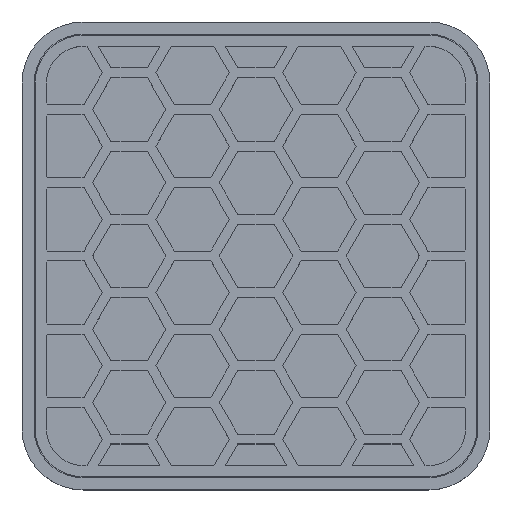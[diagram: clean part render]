
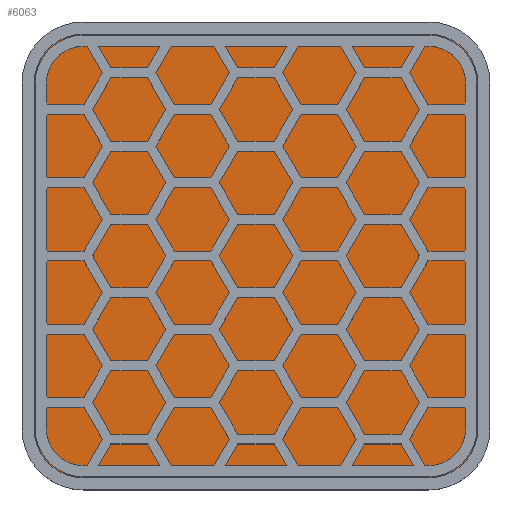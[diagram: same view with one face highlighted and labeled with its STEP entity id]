
A CAD part, top view. The second image highlights one B-rep face of the part: STEP entity #6063.
In plain terms, the highlighted planar face has unit normal (0, 0, 1).
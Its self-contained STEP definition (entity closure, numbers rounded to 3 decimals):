
#108=PLANE('',#6379);
#392=FACE_OUTER_BOUND('',#691,.T.);
#691=EDGE_LOOP('',(#4286,#4287,#4288,#4289,#4290,#4291,#4292,#4293));
#1082=LINE('',#8233,#1932);
#1083=LINE('',#8237,#1933);
#1084=LINE('',#8241,#1934);
#1085=LINE('',#8244,#1935);
#1932=VECTOR('',#6719,10.);
#1933=VECTOR('',#6722,10.);
#1934=VECTOR('',#6725,10.);
#1935=VECTOR('',#6728,10.);
#2781=CIRCLE('',#6378,12.);
#2782=CIRCLE('',#6380,12.);
#2783=CIRCLE('',#6381,12.);
#2784=CIRCLE('',#6382,12.);
#2814=VERTEX_POINT('',#8226);
#2815=VERTEX_POINT('',#8228);
#2816=VERTEX_POINT('',#8232);
#2817=VERTEX_POINT('',#8234);
#2818=VERTEX_POINT('',#8236);
#2819=VERTEX_POINT('',#8238);
#2820=VERTEX_POINT('',#8240);
#2821=VERTEX_POINT('',#8242);
#3402=EDGE_CURVE('',#2815,#2814,#2781,.F.);
#3404=EDGE_CURVE('',#2816,#2814,#1082,.F.);
#3405=EDGE_CURVE('',#2816,#2817,#2782,.T.);
#3406=EDGE_CURVE('',#2818,#2817,#1083,.F.);
#3407=EDGE_CURVE('',#2818,#2819,#2783,.T.);
#3408=EDGE_CURVE('',#2820,#2819,#1084,.F.);
#3409=EDGE_CURVE('',#2820,#2821,#2784,.T.);
#3410=EDGE_CURVE('',#2815,#2821,#1085,.F.);
#4286=ORIENTED_EDGE('',*,*,#3402,.T.);
#4287=ORIENTED_EDGE('',*,*,#3404,.F.);
#4288=ORIENTED_EDGE('',*,*,#3405,.T.);
#4289=ORIENTED_EDGE('',*,*,#3406,.F.);
#4290=ORIENTED_EDGE('',*,*,#3407,.T.);
#4291=ORIENTED_EDGE('',*,*,#3408,.F.);
#4292=ORIENTED_EDGE('',*,*,#3409,.T.);
#4293=ORIENTED_EDGE('',*,*,#3410,.F.);
#6063=ADVANCED_FACE('',(#392),#108,.T.);
#6378=AXIS2_PLACEMENT_3D('',#8229,#6714,#6715);
#6379=AXIS2_PLACEMENT_3D('',#8231,#6717,#6718);
#6380=AXIS2_PLACEMENT_3D('',#8235,#6720,#6721);
#6381=AXIS2_PLACEMENT_3D('',#8239,#6723,#6724);
#6382=AXIS2_PLACEMENT_3D('',#8243,#6726,#6727);
#6714=DIRECTION('center_axis',(0.,0.,-1.));
#6715=DIRECTION('ref_axis',(0.707,0.707,0.));
#6717=DIRECTION('center_axis',(0.,0.,1.));
#6718=DIRECTION('ref_axis',(1.,0.,0.));
#6719=DIRECTION('',(-1.,0.,0.));
#6720=DIRECTION('center_axis',(0.,0.,1.));
#6721=DIRECTION('ref_axis',(-0.707,0.707,0.));
#6722=DIRECTION('',(0.,-1.,0.));
#6723=DIRECTION('center_axis',(0.,0.,1.));
#6724=DIRECTION('ref_axis',(-0.707,-0.707,0.));
#6725=DIRECTION('',(1.,0.,0.));
#6726=DIRECTION('center_axis',(0.,0.,1.));
#6727=DIRECTION('ref_axis',(0.707,-0.707,0.));
#6728=DIRECTION('',(0.,1.,0.));
#8226=CARTESIAN_POINT('',(42.5,54.5,3.));
#8228=CARTESIAN_POINT('',(54.5,42.5,3.));
#8229=CARTESIAN_POINT('Origin',(42.5,42.5,3.));
#8231=CARTESIAN_POINT('Origin',(0.,0.,3.));
#8232=CARTESIAN_POINT('',(-42.5,54.5,3.));
#8233=CARTESIAN_POINT('',(28.75,54.5,3.));
#8234=CARTESIAN_POINT('',(-54.5,42.5,3.));
#8235=CARTESIAN_POINT('Origin',(-42.5,42.5,3.));
#8236=CARTESIAN_POINT('',(-54.5,-42.5,3.));
#8237=CARTESIAN_POINT('',(-54.5,28.75,3.));
#8238=CARTESIAN_POINT('',(-42.5,-54.5,3.));
#8239=CARTESIAN_POINT('Origin',(-42.5,-42.5,3.));
#8240=CARTESIAN_POINT('',(42.5,-54.5,3.));
#8241=CARTESIAN_POINT('',(-28.75,-54.5,3.));
#8242=CARTESIAN_POINT('',(54.5,-42.5,3.));
#8243=CARTESIAN_POINT('Origin',(42.5,-42.5,3.));
#8244=CARTESIAN_POINT('',(54.5,-28.75,3.));
